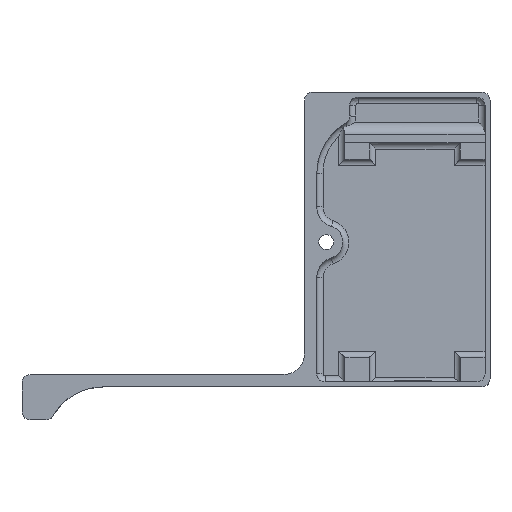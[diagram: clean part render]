
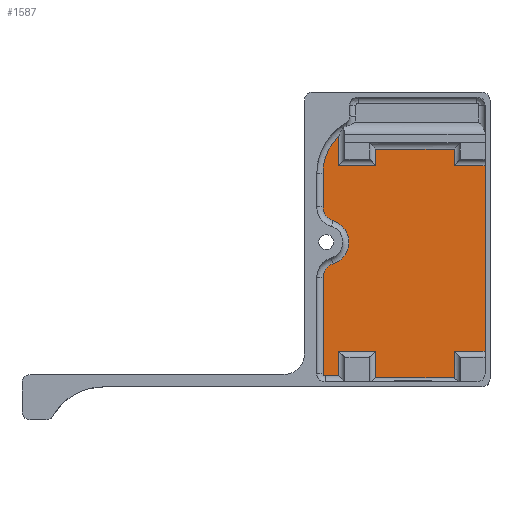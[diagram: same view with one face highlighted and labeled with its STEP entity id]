
A CAD part, top view. The second image highlights one B-rep face of the part: STEP entity #1587.
In plain terms, the highlighted planar face has unit normal (0, 0, 1).
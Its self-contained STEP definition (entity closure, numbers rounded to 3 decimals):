
#41=PLANE('',#1740);
#130=FACE_OUTER_BOUND('',#219,.T.);
#219=EDGE_LOOP('',(#1258,#1259,#1260,#1261,#1262,#1263,#1264,#1265,#1266,
#1267,#1268,#1269,#1270,#1271,#1272,#1273,#1274,#1275,#1276,#1277,#1278));
#275=LINE('',#2352,#419);
#277=LINE('',#2358,#421);
#280=LINE('',#2383,#424);
#283=LINE('',#2402,#427);
#285=LINE('',#2408,#429);
#287=LINE('',#2414,#431);
#288=LINE('',#2418,#432);
#290=LINE('',#2439,#434);
#293=LINE('',#2450,#437);
#295=LINE('',#2456,#439);
#297=LINE('',#2468,#441);
#301=LINE('',#2489,#445);
#303=LINE('',#2529,#447);
#305=LINE('',#2535,#449);
#310=LINE('',#2555,#454);
#341=LINE('',#2635,#485);
#419=VECTOR('',#1831,10.);
#421=VECTOR('',#1837,10.);
#424=VECTOR('',#1848,10.);
#427=VECTOR('',#1855,10.);
#429=VECTOR('',#1861,10.);
#431=VECTOR('',#1867,10.);
#432=VECTOR('',#1872,10.);
#434=VECTOR('',#1884,10.);
#437=VECTOR('',#1895,10.);
#439=VECTOR('',#1901,10.);
#441=VECTOR('',#1915,10.);
#445=VECTOR('',#1937,10.);
#447=VECTOR('',#1963,10.);
#449=VECTOR('',#1969,10.);
#454=VECTOR('',#1982,10.);
#485=VECTOR('',#2043,10.);
#570=CIRCLE('',#1668,0.5);
#575=CIRCLE('',#1679,3.5);
#578=CIRCLE('',#1685,5.5);
#583=CIRCLE('',#1694,3.5);
#595=CIRCLE('',#1713,12.5);
#653=VERTEX_POINT('',#2349);
#654=VERTEX_POINT('',#2351);
#656=VERTEX_POINT('',#2357);
#662=VERTEX_POINT('',#2382);
#666=VERTEX_POINT('',#2401);
#668=VERTEX_POINT('',#2407);
#670=VERTEX_POINT('',#2413);
#671=VERTEX_POINT('',#2417);
#673=VERTEX_POINT('',#2431);
#675=VERTEX_POINT('',#2437);
#676=VERTEX_POINT('',#2438);
#679=VERTEX_POINT('',#2446);
#682=VERTEX_POINT('',#2454);
#683=VERTEX_POINT('',#2458);
#686=VERTEX_POINT('',#2466);
#687=VERTEX_POINT('',#2470);
#694=VERTEX_POINT('',#2487);
#695=VERTEX_POINT('',#2491);
#702=VERTEX_POINT('',#2527);
#703=VERTEX_POINT('',#2531);
#707=VERTEX_POINT('',#2546);
#803=EDGE_CURVE('',#653,#654,#275,.T.);
#806=EDGE_CURVE('',#654,#656,#277,.T.);
#813=EDGE_CURVE('',#656,#662,#280,.T.);
#818=EDGE_CURVE('',#662,#666,#283,.T.);
#821=EDGE_CURVE('',#666,#668,#285,.T.);
#824=EDGE_CURVE('',#668,#670,#287,.T.);
#826=EDGE_CURVE('',#670,#671,#288,.T.);
#831=EDGE_CURVE('',#671,#673,#570,.T.);
#832=EDGE_CURVE('',#675,#676,#290,.T.);
#838=EDGE_CURVE('',#673,#679,#293,.T.);
#841=EDGE_CURVE('',#682,#675,#295,.T.);
#844=EDGE_CURVE('',#679,#683,#575,.T.);
#847=EDGE_CURVE('',#686,#682,#297,.T.);
#850=EDGE_CURVE('',#683,#687,#578,.T.);
#857=EDGE_CURVE('',#694,#686,#301,.T.);
#860=EDGE_CURVE('',#687,#695,#583,.T.);
#869=EDGE_CURVE('',#702,#694,#303,.T.);
#872=EDGE_CURVE('',#695,#703,#305,.T.);
#879=EDGE_CURVE('',#707,#702,#310,.T.);
#885=EDGE_CURVE('',#703,#707,#595,.T.);
#917=EDGE_CURVE('',#676,#653,#341,.T.);
#1258=ORIENTED_EDGE('',*,*,#803,.F.);
#1259=ORIENTED_EDGE('',*,*,#917,.F.);
#1260=ORIENTED_EDGE('',*,*,#832,.F.);
#1261=ORIENTED_EDGE('',*,*,#841,.F.);
#1262=ORIENTED_EDGE('',*,*,#847,.F.);
#1263=ORIENTED_EDGE('',*,*,#857,.F.);
#1264=ORIENTED_EDGE('',*,*,#869,.F.);
#1265=ORIENTED_EDGE('',*,*,#879,.F.);
#1266=ORIENTED_EDGE('',*,*,#885,.F.);
#1267=ORIENTED_EDGE('',*,*,#872,.F.);
#1268=ORIENTED_EDGE('',*,*,#860,.F.);
#1269=ORIENTED_EDGE('',*,*,#850,.F.);
#1270=ORIENTED_EDGE('',*,*,#844,.F.);
#1271=ORIENTED_EDGE('',*,*,#838,.F.);
#1272=ORIENTED_EDGE('',*,*,#831,.F.);
#1273=ORIENTED_EDGE('',*,*,#826,.F.);
#1274=ORIENTED_EDGE('',*,*,#824,.F.);
#1275=ORIENTED_EDGE('',*,*,#821,.F.);
#1276=ORIENTED_EDGE('',*,*,#818,.F.);
#1277=ORIENTED_EDGE('',*,*,#813,.F.);
#1278=ORIENTED_EDGE('',*,*,#806,.F.);
#1587=ADVANCED_FACE('',(#130),#41,.T.);
#1668=AXIS2_PLACEMENT_3D('',#2435,#1880,#1881);
#1679=AXIS2_PLACEMENT_3D('',#2462,#1908,#1909);
#1685=AXIS2_PLACEMENT_3D('',#2474,#1922,#1923);
#1694=AXIS2_PLACEMENT_3D('',#2495,#1944,#1945);
#1713=AXIS2_PLACEMENT_3D('',#2576,#1992,#1993);
#1740=AXIS2_PLACEMENT_3D('',#2719,#2094,#2095);
#1831=DIRECTION('',(-1.,0.,0.));
#1837=DIRECTION('',(0.,-1.,0.));
#1848=DIRECTION('',(-1.,0.,0.));
#1855=DIRECTION('',(0.,1.,0.));
#1861=DIRECTION('',(-1.,0.,0.));
#1867=DIRECTION('',(0.,-1.,0.));
#1872=DIRECTION('',(-1.,0.,0.));
#1880=DIRECTION('center_axis',(0.,0.,-1.));
#1881=DIRECTION('ref_axis',(-0.707,-0.707,0.));
#1884=DIRECTION('',(1.,0.,0.));
#1895=DIRECTION('',(0.,1.,0.));
#1901=DIRECTION('',(0.,-1.,0.));
#1908=DIRECTION('center_axis',(0.,0.,-1.));
#1909=DIRECTION('ref_axis',(-0.806,0.592,0.));
#1915=DIRECTION('',(1.,0.,0.));
#1922=DIRECTION('center_axis',(0.,0.,1.));
#1923=DIRECTION('ref_axis',(1.,0.,0.));
#1937=DIRECTION('',(0.,1.,0.));
#1944=DIRECTION('center_axis',(0.,0.,-1.));
#1945=DIRECTION('ref_axis',(-0.806,-0.592,0.));
#1963=DIRECTION('',(1.,0.,0.));
#1969=DIRECTION('',(0.,1.,0.));
#1982=DIRECTION('',(0.,-1.,0.));
#1992=DIRECTION('center_axis',(0.,0.,-1.));
#1993=DIRECTION('ref_axis',(-0.866,0.5,0.));
#2043=DIRECTION('',(0.,-1.,0.));
#2094=DIRECTION('center_axis',(0.,0.,1.));
#2095=DIRECTION('ref_axis',(1.,0.,0.));
#2349=CARTESIAN_POINT('',(111.9,5.3,1.2));
#2351=CARTESIAN_POINT('',(104.4,5.3,1.2));
#2352=CARTESIAN_POINT('',(101.7,5.3,1.2));
#2357=CARTESIAN_POINT('',(104.4,-1.2,1.2));
#2358=CARTESIAN_POINT('',(104.4,18.075,1.2));
#2382=CARTESIAN_POINT('',(85.4,-1.2,1.2));
#2383=CARTESIAN_POINT('',(101.7,-1.2,1.2));
#2401=CARTESIAN_POINT('',(85.4,5.3,1.2));
#2402=CARTESIAN_POINT('',(85.4,15.075,1.2));
#2407=CARTESIAN_POINT('',(76.4,5.3,1.2));
#2408=CARTESIAN_POINT('',(87.7,5.3,1.2));
#2413=CARTESIAN_POINT('',(76.4,-0.7,1.2));
#2414=CARTESIAN_POINT('',(76.4,18.075,1.2));
#2417=CARTESIAN_POINT('',(73.1,-0.7,1.2));
#2418=CARTESIAN_POINT('',(101.7,-0.7,1.2));
#2431=CARTESIAN_POINT('',(72.6,-0.2,1.2));
#2435=CARTESIAN_POINT('Origin',(73.1,-0.2,1.2));
#2437=CARTESIAN_POINT('',(104.4,50.3,1.2));
#2438=CARTESIAN_POINT('',(111.9,50.3,1.2));
#2439=CARTESIAN_POINT('',(98.7,50.3,1.2));
#2446=CARTESIAN_POINT('',(72.6,23.115,1.2));
#2450=CARTESIAN_POINT('',(72.6,15.075,1.2));
#2454=CARTESIAN_POINT('',(104.4,54.3,1.2));
#2456=CARTESIAN_POINT('',(104.4,44.075,1.2));
#2458=CARTESIAN_POINT('',(75.05,26.453,1.2));
#2462=CARTESIAN_POINT('Origin',(76.1,23.115,1.2));
#2466=CARTESIAN_POINT('',(85.4,54.3,1.2));
#2468=CARTESIAN_POINT('',(84.7,54.3,1.2));
#2470=CARTESIAN_POINT('',(75.05,36.947,1.2));
#2474=CARTESIAN_POINT('Origin',(73.4,31.7,1.2));
#2487=CARTESIAN_POINT('',(85.4,50.3,1.2));
#2489=CARTESIAN_POINT('',(85.4,42.075,1.2));
#2491=CARTESIAN_POINT('',(72.6,40.285,1.2));
#2495=CARTESIAN_POINT('Origin',(76.1,40.285,1.2));
#2527=CARTESIAN_POINT('',(76.4,50.3,1.2));
#2529=CARTESIAN_POINT('',(84.7,50.3,1.2));
#2531=CARTESIAN_POINT('',(72.6,48.451,1.2));
#2535=CARTESIAN_POINT('',(72.6,36.318,1.2));
#2546=CARTESIAN_POINT('',(76.4,57.426,1.2));
#2555=CARTESIAN_POINT('',(76.4,44.075,1.2));
#2576=CARTESIAN_POINT('Origin',(85.1,48.451,1.2));
#2635=CARTESIAN_POINT('',(111.9,49.625,1.2));
#2719=CARTESIAN_POINT('Origin',(91.5,32.35,1.2));
